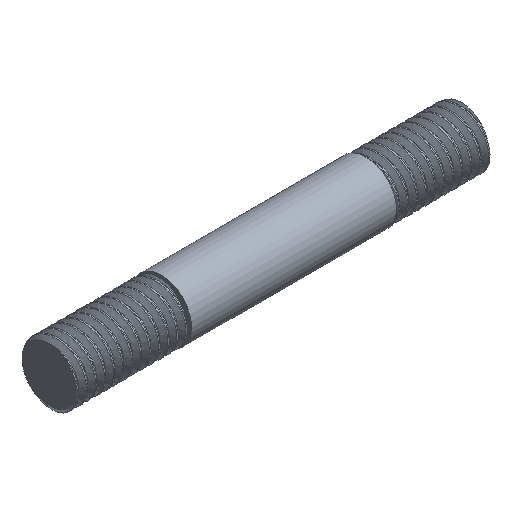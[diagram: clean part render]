
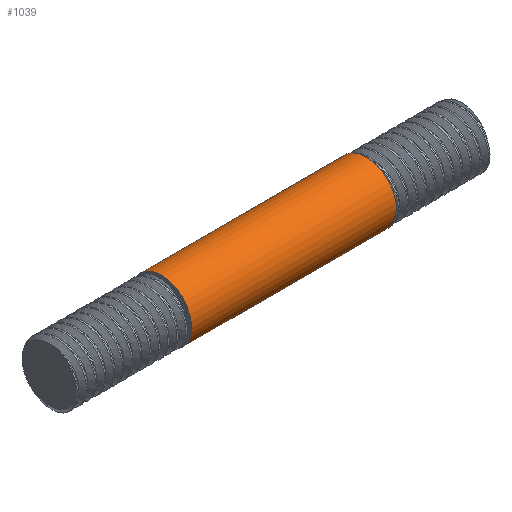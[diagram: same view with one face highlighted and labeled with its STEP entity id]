
A CAD part, isometric view. The second image highlights one B-rep face of the part: STEP entity #1039.
In plain terms, the highlighted cylindrical face has radius 5 mm (diameter 10 mm), a full revolution.
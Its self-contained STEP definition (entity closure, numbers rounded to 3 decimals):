
#132=LINE('',#1380,#180);
#180=VECTOR('',#1196,5.);
#228=CYLINDRICAL_SURFACE('',#1119,5.);
#282=FACE_OUTER_BOUND('',#344,.T.);
#344=EDGE_LOOP('',(#697,#698,#699,#700));
#404=CIRCLE('',#1116,5.);
#405=CIRCLE('',#1118,5.);
#415=VERTEX_POINT('',#1374);
#416=VERTEX_POINT('',#1377);
#527=EDGE_CURVE('',#415,#415,#404,.T.);
#528=EDGE_CURVE('',#416,#416,#405,.T.);
#529=EDGE_CURVE('',#415,#416,#132,.T.);
#697=ORIENTED_EDGE('',*,*,#527,.T.);
#698=ORIENTED_EDGE('',*,*,#529,.T.);
#699=ORIENTED_EDGE('',*,*,#528,.F.);
#700=ORIENTED_EDGE('',*,*,#529,.F.);
#1039=ADVANCED_FACE('',(#282),#228,.T.);
#1116=AXIS2_PLACEMENT_3D('',#1375,#1188,#1189);
#1118=AXIS2_PLACEMENT_3D('',#1378,#1192,#1193);
#1119=AXIS2_PLACEMENT_3D('',#1379,#1194,#1195);
#1188=DIRECTION('center_axis',(1.,0.,0.));
#1189=DIRECTION('ref_axis',(0.,0.,1.));
#1192=DIRECTION('center_axis',(1.,0.,0.));
#1193=DIRECTION('ref_axis',(0.,0.,1.));
#1194=DIRECTION('center_axis',(-1.,0.,0.));
#1195=DIRECTION('ref_axis',(0.,0.,1.));
#1196=DIRECTION('',(1.,0.,0.));
#1374=CARTESIAN_POINT('',(-29.897,0.,0.25));
#1375=CARTESIAN_POINT('Origin',(-29.897,0.,5.25));
#1377=CARTESIAN_POINT('',(4.103,0.,0.25));
#1378=CARTESIAN_POINT('Origin',(4.103,0.,5.25));
#1379=CARTESIAN_POINT('Origin',(-5.25,0.,5.25));
#1380=CARTESIAN_POINT('',(-5.25,0.,0.25));
